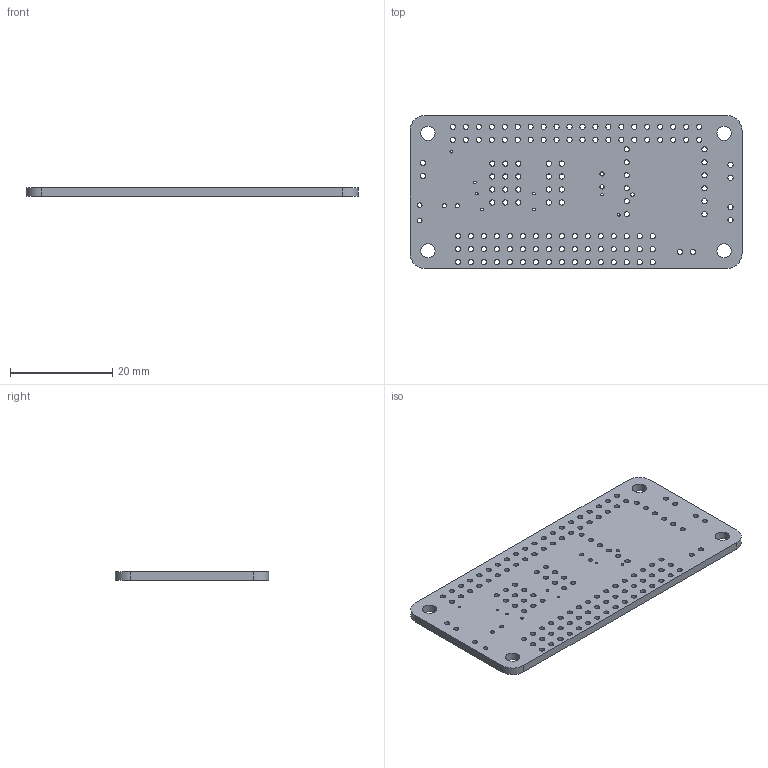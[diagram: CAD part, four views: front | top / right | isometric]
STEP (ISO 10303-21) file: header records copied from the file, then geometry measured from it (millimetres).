
FILE_DESCRIPTION(/* description */ (''),/* implementation_level */ '2;1');
FILE_NAME(/* name */ 'Placa_Rasp3 v2.step',/* time_stamp */ '2021-03-22T17:27:11-06:00',/* author */ (''),/* organization */ (''),/* preprocessor_version */ 'ST-DEVELOPER v18.1',/* originating_system */ 'Autodesk Translation Framework v9.10.0.1330',/* authorisation */ '');
FILE_SCHEMA (('AUTOMOTIVE_DESIGN { 1 0 10303 214 3 1 1 }'));
Length unit declared in the file: millimetre
Products named in the file (3): Placa_Rasp3; PCB Component; Board
Assembly tree (2 placements, depth 3):
  Placa_Rasp3
    PCB Component
      Board
Bounding box: 65 x 30.02 x 1.57 mm (x, y, z)
Volume: 2843.2 mm3; surface area: 4652.7 mm2
Topology: 1 solids, 1 shells, 157 faces, 465 edges, 310 vertices
Faces by surface type: cylinder 151, plane 6
Full cylindrical faces by diameter (mm): 0.5 x8, 0.7 x1, 0.813 x4, 0.9 x2, 1 x52, 1.016 x76, 2.8 x4
Entity records: 6259 total; most frequent: DIRECTION 1091, CARTESIAN_POINT 937, ORIENTED_EDGE 930, EDGE_CURVE 465, AXIS2_PLACEMENT_3D 464, EDGE_LOOP 451, VERTEX_POINT 310, CIRCLE 302
